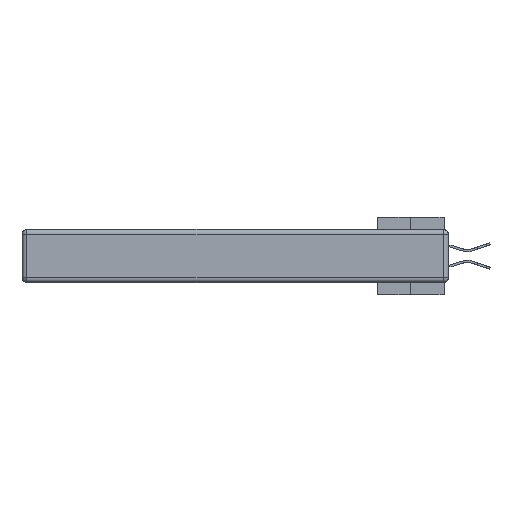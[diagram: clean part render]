
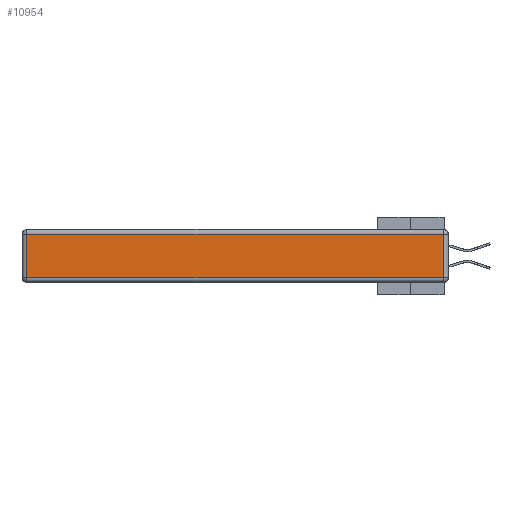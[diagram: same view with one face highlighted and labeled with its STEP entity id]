
A CAD part, left-side view. The second image highlights one B-rep face of the part: STEP entity #10954.
In plain terms, the highlighted planar face has unit normal (-1, 0, 0).
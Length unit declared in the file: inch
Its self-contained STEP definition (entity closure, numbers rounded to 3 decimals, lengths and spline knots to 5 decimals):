
#1709 = AXIS2_PLACEMENT_3D ( 'NONE', #29517, #24010, #12753 ) ;
#1725 = VERTEX_POINT ( 'NONE', #26343 ) ;
#3279 = ORIENTED_EDGE ( 'NONE', *, *, #28611, .T. ) ;
#7064 = VECTOR ( 'NONE', #13166, 39.37008 ) ;
#10954 = ADVANCED_FACE ( 'NONE', ( #35123 ), #22986, .T. ) ;
#12032 = CARTESIAN_POINT ( 'NONE',  ( 0., 2.72, -0.03 ) ) ;
#12588 = DIRECTION ( 'NONE',  ( 0., -1., 0. ) ) ;
#12753 = DIRECTION ( 'NONE',  ( 0., 0., 1. ) ) ;
#13166 = DIRECTION ( 'NONE',  ( 0., 0., 1. ) ) ;
#13351 = ORIENTED_EDGE ( 'NONE', *, *, #23381, .T. ) ;
#13735 = VECTOR ( 'NONE', #29023, 39.37008 ) ;
#14652 = VECTOR ( 'NONE', #12588, 39.37008 ) ;
#14871 = CARTESIAN_POINT ( 'NONE',  ( 0., 0., -0.313 ) ) ;
#15833 = EDGE_CURVE ( 'NONE', #19012, #25104, #33835, .T. ) ;
#18573 = CARTESIAN_POINT ( 'NONE',  ( 0., 2.72, -0.343 ) ) ;
#18892 = CARTESIAN_POINT ( 'NONE',  ( 0., 0.03, -0.343 ) ) ;
#19012 = VERTEX_POINT ( 'NONE', #26088 ) ;
#20268 = ORIENTED_EDGE ( 'NONE', *, *, #15833, .T. ) ;
#20282 = CARTESIAN_POINT ( 'NONE',  ( 0., 2.75, -0.03 ) ) ;
#20292 = LINE ( 'NONE', #18892, #7064 ) ;
#21825 = EDGE_LOOP ( 'NONE', ( #13351, #22766, #20268, #3279 ) ) ;
#22247 = EDGE_CURVE ( 'NONE', #32686, #19012, #20292, .T. ) ;
#22766 = ORIENTED_EDGE ( 'NONE', *, *, #22247, .T. ) ;
#22832 = DIRECTION ( 'NONE',  ( 0., 1., 0. ) ) ;
#22986 = PLANE ( 'NONE',  #1709 ) ;
#23381 = EDGE_CURVE ( 'NONE', #1725, #32686, #23665, .T. ) ;
#23665 = LINE ( 'NONE', #14871, #14652 ) ;
#24010 = DIRECTION ( 'NONE',  ( -1., 0., 0. ) ) ;
#25104 = VERTEX_POINT ( 'NONE', #12032 ) ;
#26088 = CARTESIAN_POINT ( 'NONE',  ( 0., 0.03, -0.03 ) ) ;
#26343 = CARTESIAN_POINT ( 'NONE',  ( 0., 2.72, -0.313 ) ) ;
#28611 = EDGE_CURVE ( 'NONE', #25104, #1725, #31320, .T. ) ;
#29023 = DIRECTION ( 'NONE',  ( 0., 0., -1. ) ) ;
#29517 = CARTESIAN_POINT ( 'NONE',  ( 0., 0., -0.343 ) ) ;
#30378 = VECTOR ( 'NONE', #22832, 39.37008 ) ;
#31320 = LINE ( 'NONE', #18573, #13735 ) ;
#32500 = CARTESIAN_POINT ( 'NONE',  ( 0., 0.03, -0.313 ) ) ;
#32686 = VERTEX_POINT ( 'NONE', #32500 ) ;
#33835 = LINE ( 'NONE', #20282, #30378 ) ;
#35123 = FACE_OUTER_BOUND ( 'NONE', #21825, .T. ) ;
